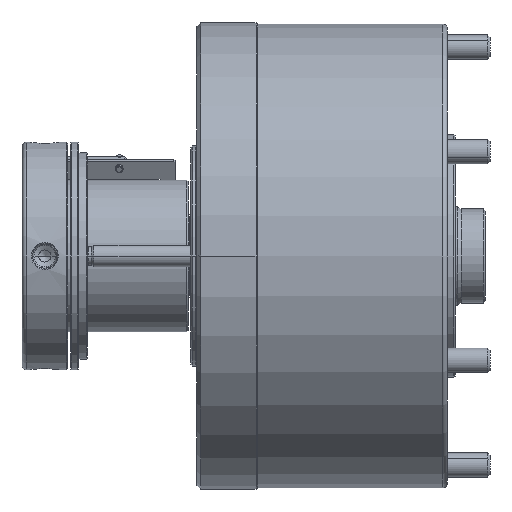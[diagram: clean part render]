
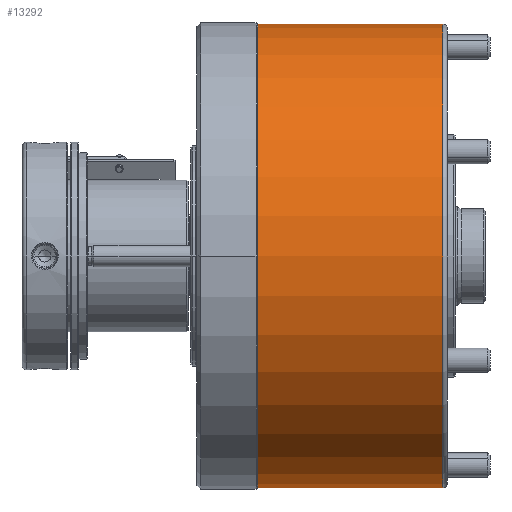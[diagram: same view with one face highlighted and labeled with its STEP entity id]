
A CAD part, front view. The second image highlights one B-rep face of the part: STEP entity #13292.
In plain terms, the highlighted cylindrical face has radius 152.5 mm (diameter 305 mm), a partial arc.
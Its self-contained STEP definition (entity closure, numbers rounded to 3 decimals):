
#500 = DIRECTION ( 'NONE',  ( -1., 0., 0. ) ) ;
#977 = DIRECTION ( 'NONE',  ( 0., 0., 1. ) ) ;
#1689 = EDGE_CURVE ( 'NONE', #17220, #4698, #8654, .T. ) ;
#1863 = LINE ( 'NONE', #4633, #5662 ) ;
#2771 = EDGE_CURVE ( 'NONE', #10022, #17220, #12237, .T. ) ;
#3606 = CARTESIAN_POINT ( 'NONE',  ( 132., 0., -152.5 ) ) ;
#4595 = AXIS2_PLACEMENT_3D ( 'NONE', #8243, #6819, #5390 ) ;
#4633 = CARTESIAN_POINT ( 'NONE',  ( 0., 0., 152.5 ) ) ;
#4698 = VERTEX_POINT ( 'NONE', #13715 ) ;
#5235 = AXIS2_PLACEMENT_3D ( 'NONE', #16669, #10964, #977 ) ;
#5390 = DIRECTION ( 'NONE',  ( 0., 0., 1. ) ) ;
#5597 = DIRECTION ( 'NONE',  ( -1., 0., 0. ) ) ;
#5662 = VECTOR ( 'NONE', #13205, 1000. ) ;
#6819 = DIRECTION ( 'NONE',  ( -1., 0., 0. ) ) ;
#7113 = AXIS2_PLACEMENT_3D ( 'NONE', #9043, #500, #10481 ) ;
#7814 = FACE_OUTER_BOUND ( 'NONE', #8077, .T. ) ;
#7819 = CARTESIAN_POINT ( 'NONE',  ( 132., 0., 152.5 ) ) ;
#8009 = VECTOR ( 'NONE', #5597, 1000. ) ;
#8077 = EDGE_LOOP ( 'NONE', ( #15537, #14856, #15737, #18371 ) ) ;
#8243 = CARTESIAN_POINT ( 'NONE',  ( 0., 0., 0. ) ) ;
#8654 = LINE ( 'NONE', #15597, #8009 ) ;
#9043 = CARTESIAN_POINT ( 'NONE',  ( 10., 0., 0. ) ) ;
#10022 = VERTEX_POINT ( 'NONE', #7819 ) ;
#10481 = DIRECTION ( 'NONE',  ( 0., 0., 1. ) ) ;
#10484 = EDGE_CURVE ( 'NONE', #10022, #17239, #1863, .T. ) ;
#10736 = CYLINDRICAL_SURFACE ( 'NONE', #4595, 152.5 ) ;
#10964 = DIRECTION ( 'NONE',  ( -1., 0., 0. ) ) ;
#12237 = CIRCLE ( 'NONE', #5235, 152.5 ) ;
#13205 = DIRECTION ( 'NONE',  ( -1., 0., 0. ) ) ;
#13292 = ADVANCED_FACE ( 'NONE', ( #7814 ), #10736, .T. ) ;
#13624 = CARTESIAN_POINT ( 'NONE',  ( 10., 0., 152.5 ) ) ;
#13656 = EDGE_CURVE ( 'NONE', #17239, #4698, #14312, .T. ) ;
#13715 = CARTESIAN_POINT ( 'NONE',  ( 10., 0., -152.5 ) ) ;
#14312 = CIRCLE ( 'NONE', #7113, 152.5 ) ;
#14856 = ORIENTED_EDGE ( 'NONE', *, *, #1689, .T. ) ;
#15537 = ORIENTED_EDGE ( 'NONE', *, *, #2771, .T. ) ;
#15597 = CARTESIAN_POINT ( 'NONE',  ( 0., 0., -152.5 ) ) ;
#15737 = ORIENTED_EDGE ( 'NONE', *, *, #13656, .F. ) ;
#16669 = CARTESIAN_POINT ( 'NONE',  ( 132., 0., 0. ) ) ;
#17220 = VERTEX_POINT ( 'NONE', #3606 ) ;
#17239 = VERTEX_POINT ( 'NONE', #13624 ) ;
#18371 = ORIENTED_EDGE ( 'NONE', *, *, #10484, .F. ) ;
